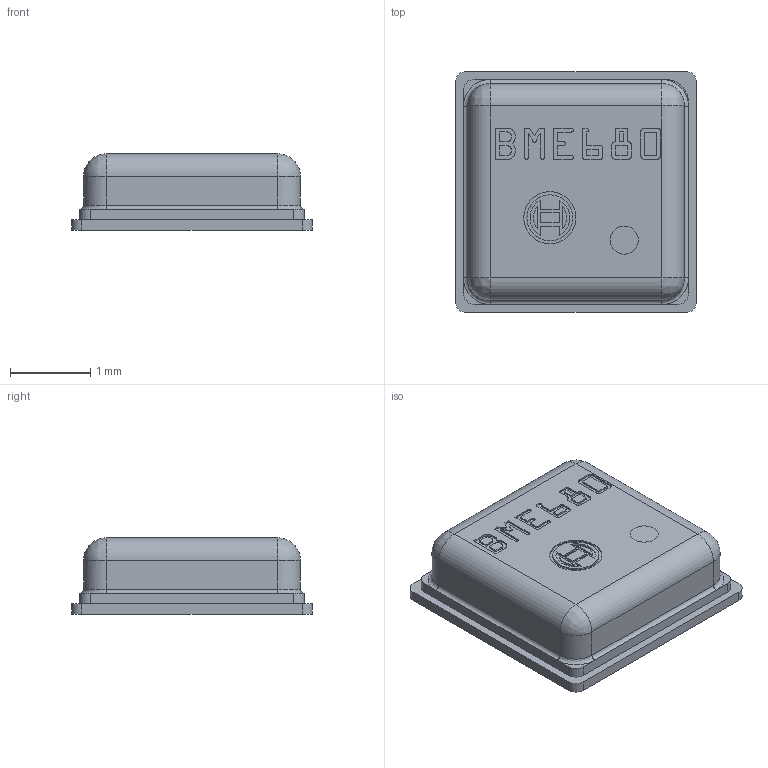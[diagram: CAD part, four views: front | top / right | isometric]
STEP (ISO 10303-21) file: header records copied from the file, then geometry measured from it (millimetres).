
FILE_DESCRIPTION(('FreeCAD Model'),'2;1');
FILE_NAME( 'pp.step', '2017-09-04T14:05:53',('Author'),(''), 'Open CASCADE STEP processor 6.8','FreeCAD','Unknown');
FILE_SCHEMA(('AUTOMOTIVE_DESIGN_CC2 { 1 2 10303 214 -1 1 5 4 }'));
Length unit declared in the file: millimetre
Products named in the file (13): ASSEMBLY; User_Library-BME680_Part_2896; User_Library-BME680_Part_910; User_Library-BME680_Part_881; User_Library-BME680_Part_970; User_Library-BME680_Part_1035; User_Library-BME680_Part_1159; User_Library-BME680_Part_1187; User_Library-BME680_Part_1282; User_Library-BME680_Part_2249; User_Library-BME680_Part_2895; User_Library-BME680_Part_547; User_Library-BME680_Part_546
Assembly tree (12 placements, depth 2):
  ASSEMBLY
    User_Library-BME680_Part_2896
    User_Library-BME680_Part_910
    User_Library-BME680_Part_881
    User_Library-BME680_Part_970
    User_Library-BME680_Part_1035
    User_Library-BME680_Part_1159
    User_Library-BME680_Part_1187
    User_Library-BME680_Part_1282
    User_Library-BME680_Part_2249
    User_Library-BME680_Part_2895
    User_Library-BME680_Part_547
    User_Library-BME680_Part_546
Bounding box: 3 x 3 x 0.95 mm (x, y, z)
Volume: 7 mm3; surface area: 45.9 mm2
Topology: 12 solids, 12 shells, 325 faces, 799 edges, 522 vertices
Faces by surface type: plane 210, bspline 78, cylinder 37
Entity records: 30674 total; most frequent: CARTESIAN_POINT 13237, DIRECTION 2346, LINE 1645, VECTOR 1645, ORIENTED_EDGE 1590, PCURVE 1590, DEFINITIONAL_REPRESENTATION 1590, EDGE_CURVE 795
